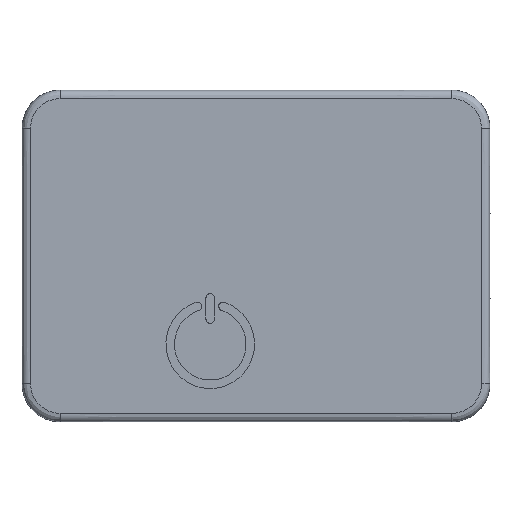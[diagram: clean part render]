
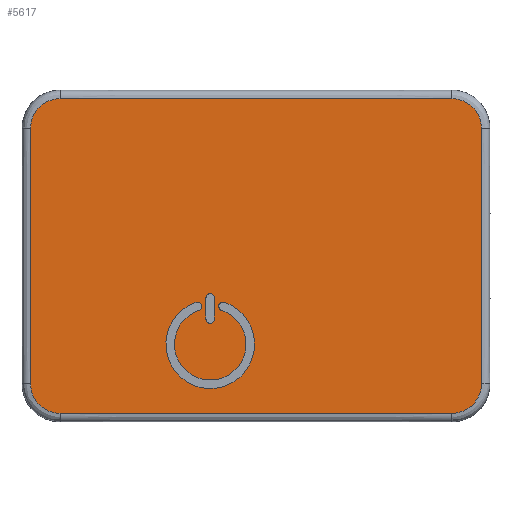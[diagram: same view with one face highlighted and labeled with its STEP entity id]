
A CAD part, top view. The second image highlights one B-rep face of the part: STEP entity #5617.
In plain terms, the highlighted planar face has unit normal (0, 0, 1).
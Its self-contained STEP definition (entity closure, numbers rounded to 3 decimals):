
#96=CIRCLE('',#5949,0.5);
#97=CIRCLE('',#5950,5.207);
#98=CIRCLE('',#5951,0.5);
#99=CIRCLE('',#5952,4.207);
#100=CIRCLE('',#5953,0.5);
#101=CIRCLE('',#5954,0.5);
#202=FACE_BOUND('',#832,.T.);
#203=FACE_BOUND('',#833,.T.);
#494=FACE_OUTER_BOUND('',#831,.T.);
#831=EDGE_LOOP('',(#4817,#4818,#4819,#4820,#4821,#4822,#4823,#4824));
#832=EDGE_LOOP('',(#4825,#4826,#4827,#4828));
#833=EDGE_LOOP('',(#4829,#4830,#4831,#4832));
#1058=B_SPLINE_CURVE_WITH_KNOTS('',3,(#10090,#10091,#10092,#10093),
 .UNSPECIFIED.,.F.,.F.,(4,4),(-3.,0.),
 .UNSPECIFIED.);
#1061=B_SPLINE_CURVE_WITH_KNOTS('',3,(#10107,#10108,#10109,#10110),
 .UNSPECIFIED.,.F.,.F.,(4,4),(-11.699,-8.699),
 .UNSPECIFIED.);
#1062=B_SPLINE_CURVE_WITH_KNOTS('',3,(#10112,#10113,#10114,#10115,#10116),
 .UNSPECIFIED.,.F.,.F.,(4,1,4),(-12.248,-11.934,-11.699),
 .UNSPECIFIED.);
#1063=B_SPLINE_CURVE_WITH_KNOTS('',3,(#10118,#10119,#10120,#10121),
 .UNSPECIFIED.,.F.,.F.,(4,4),(-16.848,-12.248),
 .UNSPECIFIED.);
#1064=B_SPLINE_CURVE_WITH_KNOTS('',3,(#10122,#10123,#10124,#10125,#10126),
 .UNSPECIFIED.,.F.,.F.,(4,1,4),(-17.398,-17.162,-16.848),
 .UNSPECIFIED.);
#1065=B_SPLINE_CURVE_WITH_KNOTS('',3,(#10128,#10129,#10130,#10131,#10132),
 .UNSPECIFIED.,.F.,.F.,(4,1,4),(-3.549,-3.235,-3.),
 .UNSPECIFIED.);
#1066=B_SPLINE_CURVE_WITH_KNOTS('',3,(#10134,#10135,#10136,#10137),
 .UNSPECIFIED.,.F.,.F.,(4,4),(-8.149,-3.549),
 .UNSPECIFIED.);
#1067=B_SPLINE_CURVE_WITH_KNOTS('',3,(#10138,#10139,#10140,#10141,#10142),
 .UNSPECIFIED.,.F.,.F.,(4,1,4),(-8.699,-8.385,-8.149),
 .UNSPECIFIED.);
#1562=LINE('',#10155,#2104);
#1563=LINE('',#10158,#2105);
#2104=VECTOR('',#7015,10.);
#2105=VECTOR('',#7018,10.);
#2638=VERTEX_POINT('',#10088);
#2639=VERTEX_POINT('',#10089);
#2640=VERTEX_POINT('',#10105);
#2641=VERTEX_POINT('',#10106);
#2642=VERTEX_POINT('',#10111);
#2643=VERTEX_POINT('',#10117);
#2644=VERTEX_POINT('',#10127);
#2645=VERTEX_POINT('',#10133);
#2646=VERTEX_POINT('',#10143);
#2647=VERTEX_POINT('',#10144);
#2648=VERTEX_POINT('',#10146);
#2649=VERTEX_POINT('',#10148);
#2650=VERTEX_POINT('',#10151);
#2651=VERTEX_POINT('',#10152);
#2652=VERTEX_POINT('',#10154);
#2653=VERTEX_POINT('',#10156);
#3393=EDGE_CURVE('',#2638,#2639,#1058,.T.);
#3396=EDGE_CURVE('',#2640,#2641,#1061,.T.);
#3397=EDGE_CURVE('',#2642,#2640,#1062,.T.);
#3398=EDGE_CURVE('',#2643,#2642,#1063,.T.);
#3399=EDGE_CURVE('',#2639,#2643,#1064,.T.);
#3400=EDGE_CURVE('',#2644,#2638,#1065,.T.);
#3401=EDGE_CURVE('',#2645,#2644,#1066,.T.);
#3402=EDGE_CURVE('',#2641,#2645,#1067,.T.);
#3403=EDGE_CURVE('',#2646,#2647,#96,.T.);
#3404=EDGE_CURVE('',#2647,#2648,#97,.T.);
#3405=EDGE_CURVE('',#2648,#2649,#98,.T.);
#3406=EDGE_CURVE('',#2649,#2646,#99,.T.);
#3407=EDGE_CURVE('',#2650,#2651,#100,.T.);
#3408=EDGE_CURVE('',#2651,#2652,#1562,.T.);
#3409=EDGE_CURVE('',#2652,#2653,#101,.T.);
#3410=EDGE_CURVE('',#2653,#2650,#1563,.T.);
#4817=ORIENTED_EDGE('',*,*,#3396,.F.);
#4818=ORIENTED_EDGE('',*,*,#3397,.F.);
#4819=ORIENTED_EDGE('',*,*,#3398,.F.);
#4820=ORIENTED_EDGE('',*,*,#3399,.F.);
#4821=ORIENTED_EDGE('',*,*,#3393,.F.);
#4822=ORIENTED_EDGE('',*,*,#3400,.F.);
#4823=ORIENTED_EDGE('',*,*,#3401,.F.);
#4824=ORIENTED_EDGE('',*,*,#3402,.F.);
#4825=ORIENTED_EDGE('',*,*,#3403,.T.);
#4826=ORIENTED_EDGE('',*,*,#3404,.T.);
#4827=ORIENTED_EDGE('',*,*,#3405,.T.);
#4828=ORIENTED_EDGE('',*,*,#3406,.T.);
#4829=ORIENTED_EDGE('',*,*,#3407,.T.);
#4830=ORIENTED_EDGE('',*,*,#3408,.T.);
#4831=ORIENTED_EDGE('',*,*,#3409,.T.);
#4832=ORIENTED_EDGE('',*,*,#3410,.T.);
#5351=PLANE('',#5948);
#5617=ADVANCED_FACE('',(#494,#202,#203),#5351,.T.);
#5948=AXIS2_PLACEMENT_3D('',#10104,#7003,#7004);
#5949=AXIS2_PLACEMENT_3D('',#10145,#7005,#7006);
#5950=AXIS2_PLACEMENT_3D('',#10147,#7007,#7008);
#5951=AXIS2_PLACEMENT_3D('',#10149,#7009,#7010);
#5952=AXIS2_PLACEMENT_3D('',#10150,#7011,#7012);
#5953=AXIS2_PLACEMENT_3D('',#10153,#7013,#7014);
#5954=AXIS2_PLACEMENT_3D('',#10157,#7016,#7017);
#7003=DIRECTION('center_axis',(0.,0.,1.));
#7004=DIRECTION('ref_axis',(1.,0.,0.));
#7005=DIRECTION('center_axis',(0.,0.,-1.));
#7006=DIRECTION('ref_axis',(-0.319,-0.948,0.));
#7007=DIRECTION('center_axis',(0.,0.,-1.));
#7008=DIRECTION('ref_axis',(0.319,0.948,0.));
#7009=DIRECTION('center_axis',(0.,0.,-1.));
#7010=DIRECTION('ref_axis',(-0.319,0.948,0.));
#7011=DIRECTION('center_axis',(0.,0.,1.));
#7012=DIRECTION('ref_axis',(0.319,0.948,0.));
#7013=DIRECTION('center_axis',(0.,0.,-1.));
#7014=DIRECTION('ref_axis',(-1.,0.,0.));
#7015=DIRECTION('',(0.,-1.,0.));
#7016=DIRECTION('center_axis',(0.,0.,-1.));
#7017=DIRECTION('ref_axis',(1.,0.,0.));
#7018=DIRECTION('',(0.,1.,0.));
#10088=CARTESIAN_POINT('',(53.179,36.51,0.));
#10089=CARTESIAN_POINT('',(53.179,6.51,0.));
#10090=CARTESIAN_POINT('Ctrl Pts',(53.179,36.51,0.));
#10091=CARTESIAN_POINT('Ctrl Pts',(53.179,26.494,0.));
#10092=CARTESIAN_POINT('Ctrl Pts',(53.179,16.527,0.));
#10093=CARTESIAN_POINT('Ctrl Pts',(53.179,6.51,0.));
#10104=CARTESIAN_POINT('Origin',(26.679,21.51,0.));
#10105=CARTESIAN_POINT('',(0.179,6.51,0.));
#10106=CARTESIAN_POINT('',(0.179,36.51,0.));
#10107=CARTESIAN_POINT('Ctrl Pts',(0.179,6.51,0.));
#10108=CARTESIAN_POINT('Ctrl Pts',(0.179,16.527,0.));
#10109=CARTESIAN_POINT('Ctrl Pts',(0.179,26.494,0.));
#10110=CARTESIAN_POINT('Ctrl Pts',(0.179,36.51,0.));
#10111=CARTESIAN_POINT('',(3.679,3.01,0.));
#10112=CARTESIAN_POINT('Ctrl Pts',(3.679,3.01,0.));
#10113=CARTESIAN_POINT('Ctrl Pts',(2.631,3.01,0.));
#10114=CARTESIAN_POINT('Ctrl Pts',(0.818,3.888,0.));
#10115=CARTESIAN_POINT('Ctrl Pts',(0.179,5.724,0.));
#10116=CARTESIAN_POINT('Ctrl Pts',(0.179,6.51,0.));
#10117=CARTESIAN_POINT('',(49.679,3.01,0.));
#10118=CARTESIAN_POINT('Ctrl Pts',(49.679,3.01,0.));
#10119=CARTESIAN_POINT('Ctrl Pts',(34.324,3.01,0.));
#10120=CARTESIAN_POINT('Ctrl Pts',(19.033,3.01,0.));
#10121=CARTESIAN_POINT('Ctrl Pts',(3.679,3.01,0.));
#10122=CARTESIAN_POINT('Ctrl Pts',(53.179,6.51,0.));
#10123=CARTESIAN_POINT('Ctrl Pts',(53.179,5.724,0.));
#10124=CARTESIAN_POINT('Ctrl Pts',(52.538,3.889,0.));
#10125=CARTESIAN_POINT('Ctrl Pts',(50.726,3.01,0.));
#10126=CARTESIAN_POINT('Ctrl Pts',(49.679,3.01,0.));
#10127=CARTESIAN_POINT('',(49.679,40.01,0.));
#10128=CARTESIAN_POINT('Ctrl Pts',(49.679,40.01,0.));
#10129=CARTESIAN_POINT('Ctrl Pts',(50.726,40.01,0.));
#10130=CARTESIAN_POINT('Ctrl Pts',(52.538,39.131,0.));
#10131=CARTESIAN_POINT('Ctrl Pts',(53.179,37.296,0.));
#10132=CARTESIAN_POINT('Ctrl Pts',(53.179,36.51,0.));
#10133=CARTESIAN_POINT('',(3.679,40.01,0.));
#10134=CARTESIAN_POINT('Ctrl Pts',(3.679,40.01,0.));
#10135=CARTESIAN_POINT('Ctrl Pts',(19.033,40.01,0.));
#10136=CARTESIAN_POINT('Ctrl Pts',(34.324,40.01,0.));
#10137=CARTESIAN_POINT('Ctrl Pts',(49.679,40.01,0.));
#10138=CARTESIAN_POINT('Ctrl Pts',(0.179,36.51,0.));
#10139=CARTESIAN_POINT('Ctrl Pts',(0.179,37.558,0.));
#10140=CARTESIAN_POINT('Ctrl Pts',(1.058,39.37,0.));
#10141=CARTESIAN_POINT('Ctrl Pts',(2.893,40.01,0.));
#10142=CARTESIAN_POINT('Ctrl Pts',(3.679,40.01,0.));
#10143=CARTESIAN_POINT('',(22.64,15.126,0.));
#10144=CARTESIAN_POINT('',(22.959,16.074,0.));
#10145=CARTESIAN_POINT('Origin',(22.8,15.6,0.));
#10146=CARTESIAN_POINT('',(19.64,16.074,0.));
#10147=CARTESIAN_POINT('Origin',(21.3,11.138,0.));
#10148=CARTESIAN_POINT('',(19.959,15.126,0.));
#10149=CARTESIAN_POINT('Origin',(19.8,15.6,0.));
#10150=CARTESIAN_POINT('Origin',(21.3,11.138,0.));
#10151=CARTESIAN_POINT('',(20.8,16.6,0.));
#10152=CARTESIAN_POINT('',(21.8,16.6,0.));
#10153=CARTESIAN_POINT('Origin',(21.3,16.6,0.));
#10154=CARTESIAN_POINT('',(21.8,14.1,0.));
#10155=CARTESIAN_POINT('',(21.8,19.055,0.));
#10156=CARTESIAN_POINT('',(20.8,14.1,0.));
#10157=CARTESIAN_POINT('Origin',(21.3,14.1,0.));
#10158=CARTESIAN_POINT('',(20.8,17.805,0.));
